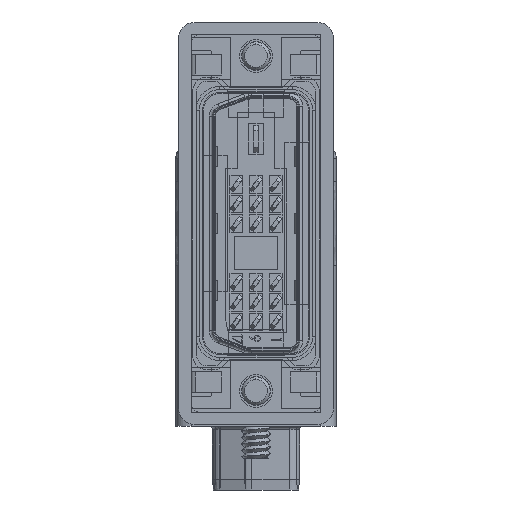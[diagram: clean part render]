
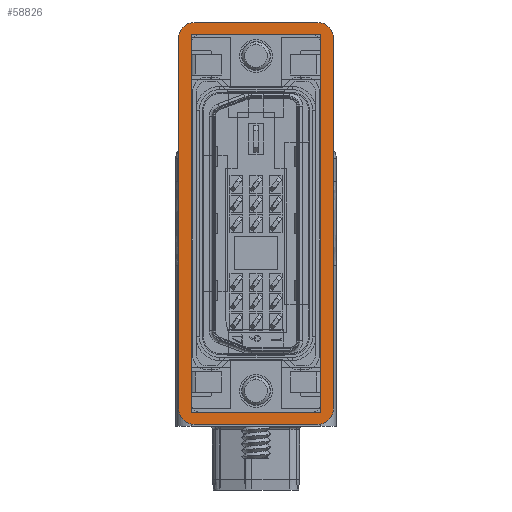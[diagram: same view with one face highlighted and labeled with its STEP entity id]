
A CAD part, left-side view. The second image highlights one B-rep face of the part: STEP entity #58826.
In plain terms, the highlighted face is planar.
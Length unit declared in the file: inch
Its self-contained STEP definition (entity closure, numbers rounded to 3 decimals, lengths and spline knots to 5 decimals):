
#2879 = CARTESIAN_POINT ( 'NONE',  ( 0.76772, 0.29528, 0. ) ) ;
#2931 = DIRECTION ( 'NONE',  ( 0., 1., 0. ) ) ;
#3941 = EDGE_CURVE ( 'NONE', #52322, #52307, #65146, .T. ) ;
#16027 = CARTESIAN_POINT ( 'NONE',  ( -0.70866, -0.29528, 0. ) ) ;
#16047 = CARTESIAN_POINT ( 'NONE',  ( 0.70866, -0.29528, 0. ) ) ;
#17447 = EDGE_CURVE ( 'NONE', #51297, #51269, #69444, .T. ) ;
#29258 = AXIS2_PLACEMENT_3D ( 'NONE', #47541, #47542, #47543 ) ;
#29259 = AXIS2_PLACEMENT_3D ( 'NONE', #47546, #47547, #47548 ) ;
#29260 = AXIS2_PLACEMENT_3D ( 'NONE', #47549, #47550, #47551 ) ;
#29278 = AXIS2_PLACEMENT_3D ( 'NONE', #47681, #47682, #47683 ) ;
#33004 = AXIS2_PLACEMENT_3D ( 'NONE', #37934, #37926, #37945 ) ;
#37926 = DIRECTION ( 'NONE',  ( 0., 0., -1. ) ) ;
#37934 = CARTESIAN_POINT ( 'NONE',  ( 0.76772, -0.29528, 0. ) ) ;
#37939 = PLANE ( 'NONE',  #33004 ) ;
#37945 = DIRECTION ( 'NONE',  ( -1., 0., 0. ) ) ;
#38267 = EDGE_LOOP ( 'NONE', ( #56573, #56380, #56390, #56521, #56083, #56285, #56364, #56394 ) ) ;
#39197 = FACE_BOUND ( 'NONE', #41308, .T. ) ;
#39205 = FACE_OUTER_BOUND ( 'NONE', #38267, .T. ) ;
#41308 = EDGE_LOOP ( 'NONE', ( #56098, #56435, #56529, #56164 ) ) ;
#43820 = DIRECTION ( 'NONE',  ( 1., 0., 0. ) ) ;
#44895 = CARTESIAN_POINT ( 'NONE',  ( -0.72244, -0.24803, 0. ) ) ;
#44897 = DIRECTION ( 'NONE',  ( 0., 1., 0. ) ) ;
#44947 = CARTESIAN_POINT ( 'NONE',  ( 0.27559, 0.24803, 0. ) ) ;
#45435 = LINE ( 'NONE', #44895, #45438 ) ;
#45438 = VECTOR ( 'NONE', #44897, 39.37008 ) ;
#45476 = LINE ( 'NONE', #44947, #45479 ) ;
#45479 = VECTOR ( 'NONE', #43820, 39.37008 ) ;
#45500 = LINE ( 'NONE', #46153, #45503 ) ;
#45503 = VECTOR ( 'NONE', #46155, 39.37008 ) ;
#45529 = LINE ( 'NONE', #46175, #45531 ) ;
#45531 = VECTOR ( 'NONE', #46176, 39.37008 ) ;
#45755 = LINE ( 'NONE', #46482, #45758 ) ;
#45758 = VECTOR ( 'NONE', #46483, 39.37008 ) ;
#46153 = CARTESIAN_POINT ( 'NONE',  ( 0.72244, -0.24803, 0. ) ) ;
#46155 = DIRECTION ( 'NONE',  ( 0., -1., 0. ) ) ;
#46175 = CARTESIAN_POINT ( 'NONE',  ( -0.76772, 0.29528, 0. ) ) ;
#46176 = DIRECTION ( 'NONE',  ( 0., -1., 0. ) ) ;
#46482 = CARTESIAN_POINT ( 'NONE',  ( 0.76772, 0.29528, 0. ) ) ;
#46483 = DIRECTION ( 'NONE',  ( -1., 0., 0. ) ) ;
#47541 = CARTESIAN_POINT ( 'NONE',  ( -0.70866, 0.23622, 0. ) ) ;
#47542 = DIRECTION ( 'NONE',  ( 0., 0., -1. ) ) ;
#47543 = DIRECTION ( 'NONE',  ( -1., 0., 0. ) ) ;
#47546 = CARTESIAN_POINT ( 'NONE',  ( 0.70866, -0.23622, 0. ) ) ;
#47547 = DIRECTION ( 'NONE',  ( 0., 0., -1. ) ) ;
#47548 = DIRECTION ( 'NONE',  ( -1., 0., 0. ) ) ;
#47549 = CARTESIAN_POINT ( 'NONE',  ( -0.70866, -0.23622, 0. ) ) ;
#47550 = DIRECTION ( 'NONE',  ( 0., 0., -1. ) ) ;
#47551 = DIRECTION ( 'NONE',  ( -1., 0., 0. ) ) ;
#47677 = CARTESIAN_POINT ( 'NONE',  ( 0.27559, -0.24803, 0. ) ) ;
#47678 = DIRECTION ( 'NONE',  ( -1., 0., 0. ) ) ;
#47681 = CARTESIAN_POINT ( 'NONE',  ( 0.70866, 0.23622, 0. ) ) ;
#47682 = DIRECTION ( 'NONE',  ( 0., 0., -1. ) ) ;
#47683 = DIRECTION ( 'NONE',  ( -1., 0., 0. ) ) ;
#48068 = CIRCLE ( 'NONE', #29258, 0.05906 ) ;
#48070 = CIRCLE ( 'NONE', #29259, 0.05906 ) ;
#48073 = CIRCLE ( 'NONE', #29260, 0.05906 ) ;
#48164 = LINE ( 'NONE', #47677, #48167 ) ;
#48166 = CIRCLE ( 'NONE', #29278, 0.05906 ) ;
#48167 = VECTOR ( 'NONE', #47678, 39.37008 ) ;
#51269 = VERTEX_POINT ( 'NONE', #16047 ) ;
#51297 = VERTEX_POINT ( 'NONE', #16027 ) ;
#52032 = VERTEX_POINT ( 'NONE', #72722 ) ;
#52040 = VERTEX_POINT ( 'NONE', #72711 ) ;
#52053 = VERTEX_POINT ( 'NONE', #72695 ) ;
#52114 = VERTEX_POINT ( 'NONE', #72622 ) ;
#52115 = VERTEX_POINT ( 'NONE', #72619 ) ;
#52134 = VERTEX_POINT ( 'NONE', #72594 ) ;
#52140 = VERTEX_POINT ( 'NONE', #72587 ) ;
#52181 = VERTEX_POINT ( 'NONE', #72529 ) ;
#52307 = VERTEX_POINT ( 'NONE', #72379 ) ;
#52322 = VERTEX_POINT ( 'NONE', #72363 ) ;
#56083 = ORIENTED_EDGE ( 'NONE', *, *, #17447, .F. ) ;
#56098 = ORIENTED_EDGE ( 'NONE', *, *, #65544, .F. ) ;
#56164 = ORIENTED_EDGE ( 'NONE', *, *, #66633, .F. ) ;
#56285 = ORIENTED_EDGE ( 'NONE', *, *, #66513, .T. ) ;
#56364 = ORIENTED_EDGE ( 'NONE', *, *, #65576, .F. ) ;
#56380 = ORIENTED_EDGE ( 'NONE', *, *, #66635, .T. ) ;
#56390 = ORIENTED_EDGE ( 'NONE', *, *, #3941, .F. ) ;
#56394 = ORIENTED_EDGE ( 'NONE', *, *, #66506, .T. ) ;
#56435 = ORIENTED_EDGE ( 'NONE', *, *, #65518, .F. ) ;
#56521 = ORIENTED_EDGE ( 'NONE', *, *, #66510, .T. ) ;
#56529 = ORIENTED_EDGE ( 'NONE', *, *, #65469, .F. ) ;
#56573 = ORIENTED_EDGE ( 'NONE', *, *, #65857, .F. ) ;
#58826 = ADVANCED_FACE ( 'NONE', ( #39197, #39205 ), #37939, .T. ) ;
#65146 = LINE ( 'NONE', #2879, #65149 ) ;
#65149 = VECTOR ( 'NONE', #2931, 39.37008 ) ;
#65469 = EDGE_CURVE ( 'NONE', #52053, #52040, #45435, .T. ) ;
#65518 = EDGE_CURVE ( 'NONE', #52040, #52114, #45476, .T. ) ;
#65544 = EDGE_CURVE ( 'NONE', #52114, #52181, #45500, .T. ) ;
#65576 = EDGE_CURVE ( 'NONE', #52032, #52115, #45529, .T. ) ;
#65857 = EDGE_CURVE ( 'NONE', #52140, #52134, #45755, .T. ) ;
#66506 = EDGE_CURVE ( 'NONE', #52032, #52134, #48068, .T. ) ;
#66510 = EDGE_CURVE ( 'NONE', #52322, #51269, #48070, .T. ) ;
#66513 = EDGE_CURVE ( 'NONE', #51297, #52115, #48073, .T. ) ;
#66633 = EDGE_CURVE ( 'NONE', #52181, #52053, #48164, .T. ) ;
#66635 = EDGE_CURVE ( 'NONE', #52140, #52307, #48166, .T. ) ;
#68195 = DIRECTION ( 'NONE',  ( 1., 0., 0. ) ) ;
#68211 = CARTESIAN_POINT ( 'NONE',  ( 0.76772, -0.29528, 0. ) ) ;
#69444 = LINE ( 'NONE', #68211, #69453 ) ;
#69453 = VECTOR ( 'NONE', #68195, 39.37008 ) ;
#72363 = CARTESIAN_POINT ( 'NONE',  ( 0.76772, -0.23622, 0. ) ) ;
#72379 = CARTESIAN_POINT ( 'NONE',  ( 0.76772, 0.23622, 0. ) ) ;
#72529 = CARTESIAN_POINT ( 'NONE',  ( 0.72244, -0.24803, 0. ) ) ;
#72587 = CARTESIAN_POINT ( 'NONE',  ( 0.70866, 0.29528, 0. ) ) ;
#72594 = CARTESIAN_POINT ( 'NONE',  ( -0.70866, 0.29528, 0. ) ) ;
#72619 = CARTESIAN_POINT ( 'NONE',  ( -0.76772, -0.23622, 0. ) ) ;
#72622 = CARTESIAN_POINT ( 'NONE',  ( 0.72244, 0.24803, 0. ) ) ;
#72695 = CARTESIAN_POINT ( 'NONE',  ( -0.72244, -0.24803, 0. ) ) ;
#72711 = CARTESIAN_POINT ( 'NONE',  ( -0.72244, 0.24803, 0. ) ) ;
#72722 = CARTESIAN_POINT ( 'NONE',  ( -0.76772, 0.23622, 0. ) ) ;
